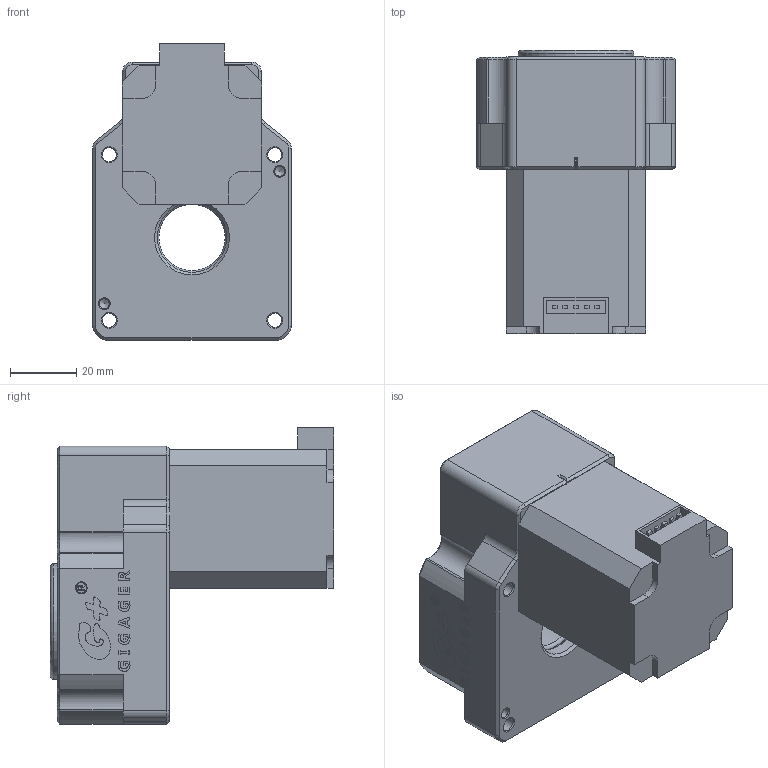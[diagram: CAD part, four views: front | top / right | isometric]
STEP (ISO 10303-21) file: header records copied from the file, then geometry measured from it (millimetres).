
FILE_DESCRIPTION (( 'STEP AP203' ), '1' );
FILE_NAME ('GSB60-05K-OS.step', '2021-06-01T02:11:24', ( 'Microsoft' ), ( 'Microsoft' ), 'SwSTEP 2.0', 'SolidWorks 2019', '' );
FILE_SCHEMA (( 'CONFIG_CONTROL_DESIGN' ));
Length unit declared in the file: millimetre
Products named in the file (1): GSB60-05K-OS
Bounding box: 60 x 85.5 x 89.5 mm (x, y, z)
Volume: 187814.4 mm3; surface area: 50890.8 mm2
Topology: 4 solids, 4 shells, 508 faces, 1323 edges, 848 vertices
Faces by surface type: plane 218, bspline 107, cone 91, cylinder 84, torus 8
Full cylindrical faces by diameter (mm): 2.5 x14, 3 x2, 3.3 x6, 4 x2, 4.2 x4, 5 x4, 9 x4, 11.6 x1, 15 x1, 20 x1, 21 x1, 22 x1, 25 x1, 30 x1, 35 x2, 36 x1, 42 x2, 45 x1, 55 x1, 57 x2, 59 x1
Entity records: 18396 total; most frequent: CARTESIAN_POINT 7324, ORIENTED_EDGE 2286, DIRECTION 1939, EDGE_CURVE 1143, VERTEX_POINT 797, EDGE_LOOP 682, LINE 659, VECTOR 659
